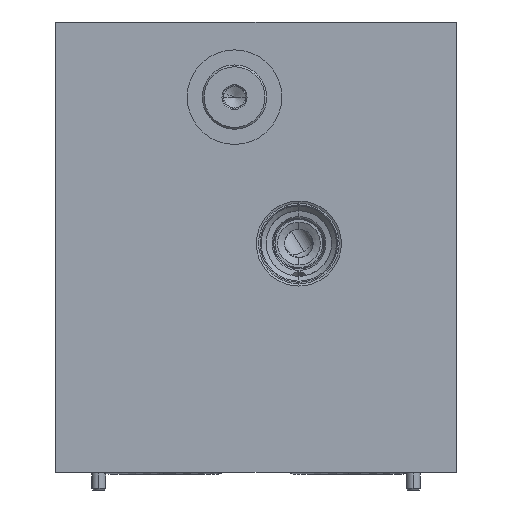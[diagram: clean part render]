
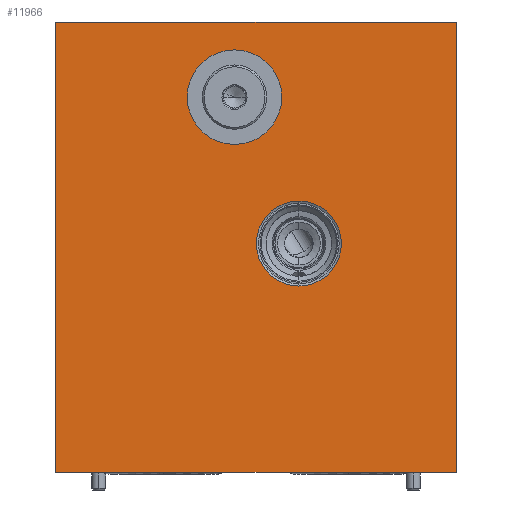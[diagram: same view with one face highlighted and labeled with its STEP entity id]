
A CAD part, left-side view. The second image highlights one B-rep face of the part: STEP entity #11966.
In plain terms, the highlighted planar face has unit normal (-1, 0, 0).
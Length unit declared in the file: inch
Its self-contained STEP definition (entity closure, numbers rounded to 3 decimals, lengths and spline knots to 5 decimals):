
#9=DIRECTION('',(0.,-1.,0.));
#10=VECTOR('',#9,3.5);
#11=CARTESIAN_POINT('',(0.,0.,0.));
#12=LINE('',#11,#10);
#2381=DIRECTION('',(0.,-1.,0.));
#2382=VECTOR('',#2381,3.5);
#2383=CARTESIAN_POINT('',(0.,0.,3.938));
#2384=LINE('',#2383,#2382);
#5105=DIRECTION('',(0.,0.,1.));
#5106=VECTOR('',#5105,3.938);
#5107=CARTESIAN_POINT('',(0.,0.,0.));
#5108=LINE('',#5107,#5106);
#5109=CARTESIAN_POINT('',(0.,-2.125,2.));
#5110=DIRECTION('',(1.,0.,0.));
#5111=DIRECTION('',(0.,0.,-1.));
#5112=AXIS2_PLACEMENT_3D('',#5109,#5110,#5111);
#5114=CARTESIAN_POINT('',(0.,-2.125,2.));
#5115=DIRECTION('',(1.,0.,0.));
#5116=DIRECTION('',(0.,0.,1.));
#5117=AXIS2_PLACEMENT_3D('',#5114,#5115,#5116);
#5119=CARTESIAN_POINT('',(0.,-1.562,3.281));
#5120=DIRECTION('',(1.,0.,0.));
#5121=DIRECTION('',(0.,0.,-1.));
#5122=AXIS2_PLACEMENT_3D('',#5119,#5120,#5121);
#5124=CARTESIAN_POINT('',(0.,-1.562,3.281));
#5125=DIRECTION('',(1.,0.,0.));
#5126=DIRECTION('',(0.,0.,1.));
#5127=AXIS2_PLACEMENT_3D('',#5124,#5125,#5126);
#5147=DIRECTION('',(0.,0.,1.));
#5148=VECTOR('',#5147,3.938);
#5149=CARTESIAN_POINT('',(0.,-3.5,0.));
#5150=LINE('',#5149,#5148);
#6930=CARTESIAN_POINT('',(0.,0.,0.));
#6931=CARTESIAN_POINT('',(0.,-3.5,0.));
#6932=VERTEX_POINT('',#6930);
#6933=VERTEX_POINT('',#6931);
#6934=CARTESIAN_POINT('',(0.,0.,3.938));
#6935=CARTESIAN_POINT('',(0.,-3.5,3.938));
#6936=VERTEX_POINT('',#6934);
#6937=VERTEX_POINT('',#6935);
#7042=CARTESIAN_POINT('',(0.,-2.125,2.37183));
#7043=VERTEX_POINT('',#7042);
#7044=CARTESIAN_POINT('',(0.,-2.125,1.62817));
#7045=VERTEX_POINT('',#7044);
#7074=CARTESIAN_POINT('',(0.,-1.562,2.8675));
#7076=VERTEX_POINT('',#7074);
#7078=CARTESIAN_POINT('',(0.,-1.562,3.6945));
#7080=VERTEX_POINT('',#7078);
#11943=CARTESIAN_POINT('',(0.,0.,0.));
#11944=DIRECTION('',(-1.,0.,0.));
#11945=DIRECTION('',(0.,-1.,0.));
#11946=AXIS2_PLACEMENT_3D('',#11943,#11944,#11945);
#11947=PLANE('',#11946);
#11948=ORIENTED_EDGE('',*,*,#7909,.F.);
#11950=ORIENTED_EDGE('',*,*,#11949,.T.);
#11951=ORIENTED_EDGE('',*,*,#9319,.T.);
#11953=ORIENTED_EDGE('',*,*,#11952,.F.);
#11954=EDGE_LOOP('',(#11948,#11950,#11951,#11953));
#11955=FACE_OUTER_BOUND('',#11954,.F.);
#11956=ORIENTED_EDGE('',*,*,#11925,.F.);
#11957=ORIENTED_EDGE('',*,*,#11936,.F.);
#11958=EDGE_LOOP('',(#11956,#11957));
#11959=FACE_BOUND('',#11958,.F.);
#11961=ORIENTED_EDGE('',*,*,#11960,.F.);
#11963=ORIENTED_EDGE('',*,*,#11962,.F.);
#11964=EDGE_LOOP('',(#11961,#11963));
#11965=FACE_BOUND('',#11964,.F.);
#11966=ADVANCED_FACE('',(#11955,#11959,#11965),#11947,.T.);
#5113=CIRCLE('',#5112,0.37183);
#5118=CIRCLE('',#5117,0.37183);
#5123=CIRCLE('',#5122,0.4135);
#5128=CIRCLE('',#5127,0.4135);
#7909=EDGE_CURVE('',#6932,#6933,#12,.T.);
#9319=EDGE_CURVE('',#6936,#6937,#2384,.T.);
#11925=EDGE_CURVE('',#7045,#7043,#5113,.T.);
#11936=EDGE_CURVE('',#7043,#7045,#5118,.T.);
#11949=EDGE_CURVE('',#6932,#6936,#5108,.T.);
#11952=EDGE_CURVE('',#6933,#6937,#5150,.T.);
#11960=EDGE_CURVE('',#7076,#7080,#5123,.T.);
#11962=EDGE_CURVE('',#7080,#7076,#5128,.T.);
